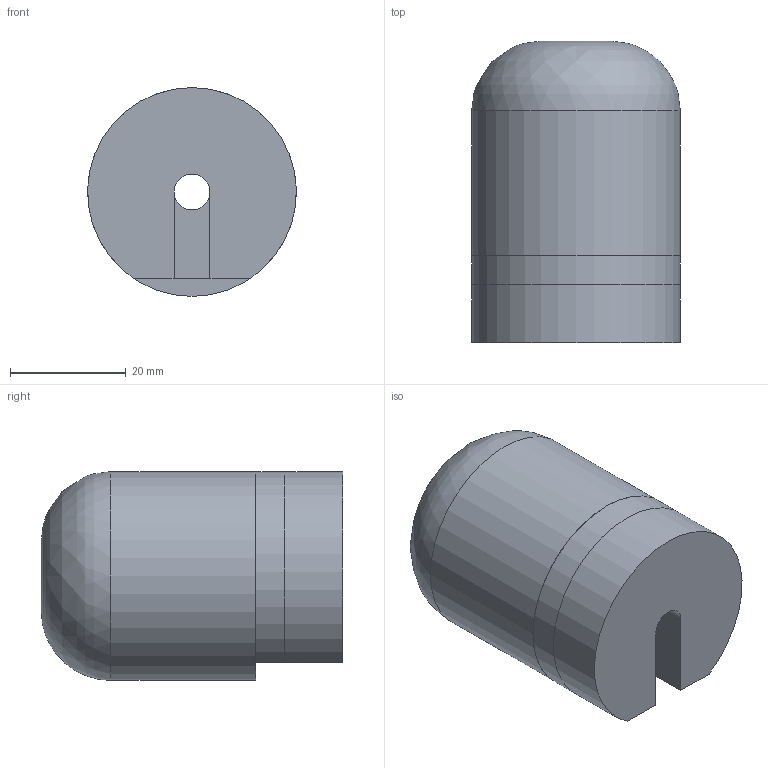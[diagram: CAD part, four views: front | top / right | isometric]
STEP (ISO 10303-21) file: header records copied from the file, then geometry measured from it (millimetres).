
FILE_DESCRIPTION(/* description */ (''),/* implementation_level */ '2;1');
FILE_NAME(/* name */ 'Ofenstoepsel_v1.step',/* time_stamp */ '2025-03-29T14:11:44+01:00',/* author */ (''),/* organization */ (''),/* preprocessor_version */ 'ST-DEVELOPER v20.1',/* originating_system */ 'Autodesk Translation Framework v14.4.0.0',/* authorisation */ '');
FILE_SCHEMA (('AUTOMOTIVE_DESIGN { 1 0 10303 214 3 1 1 }'));
Length unit declared in the file: millimetre
Products named in the file (1): Ofenstoepsel
Bounding box: 36 x 52 x 36 mm (x, y, z)
Volume: 46995.4 mm3; surface area: 11978 mm2
Topology: 3 solids, 3 shells, 18 faces, 36 edges, 24 vertices
Faces by surface type: plane 11, cylinder 6, bspline 1
Full cylindrical faces by diameter (mm): 6.2 x2, 36 x1
Entity records: 536 total; most frequent: CARTESIAN_POINT 105, DIRECTION 87, ORIENTED_EDGE 72, EDGE_CURVE 36, AXIS2_PLACEMENT_3D 33, VERTEX_POINT 24, EDGE_LOOP 22, LINE 21
